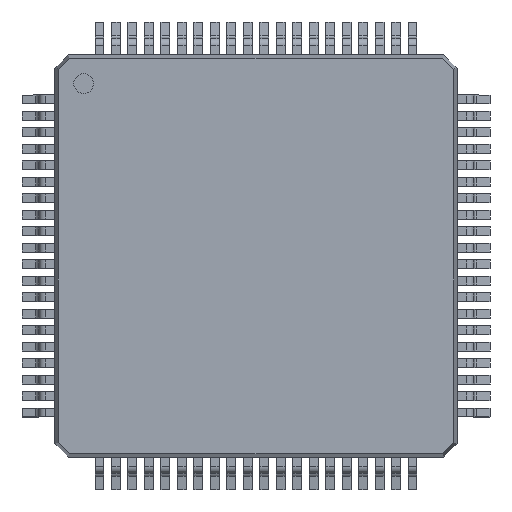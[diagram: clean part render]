
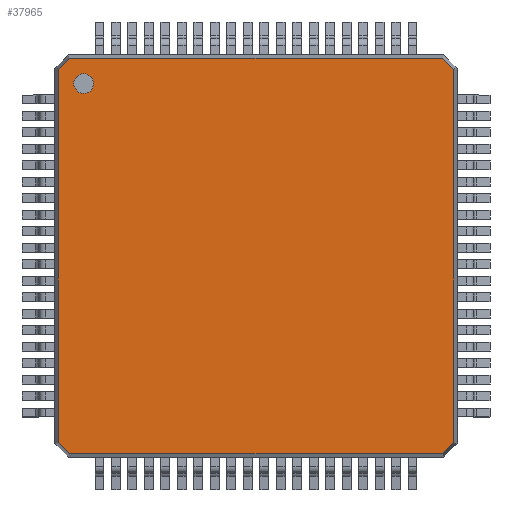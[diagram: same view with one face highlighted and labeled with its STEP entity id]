
A CAD part, top view. The second image highlights one B-rep face of the part: STEP entity #37965.
In plain terms, the highlighted planar face has unit normal (0, 0, 1).
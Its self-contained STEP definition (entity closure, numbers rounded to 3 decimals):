
#37430=CARTESIAN_POINT('',(-4.929,5.229,1.2));
#37431=VERTEX_POINT('',#37430);
#37440=CARTESIAN_POINT('',(-5.529,5.229,1.2));
#37441=VERTEX_POINT('',#37440);
#37442=CARTESIAN_POINT('',(-5.229,5.229,1.2));
#37443=DIRECTION('',(0.0,0.0,-1.0));
#37444=DIRECTION('',(1.0,0.0,0.0));
#37445=AXIS2_PLACEMENT_3D('',#37442,#37443,#37444);
#37446=CIRCLE('',#37445,0.3);
#37447=EDGE_CURVE('',#37441,#37431,#37446,.T.);
#37481=CARTESIAN_POINT('',(-5.229,5.229,1.2));
#37482=DIRECTION('',(0.0,0.0,-1.0));
#37483=DIRECTION('',(1.0,0.0,0.0));
#37484=AXIS2_PLACEMENT_3D('',#37481,#37482,#37483);
#37485=CIRCLE('',#37484,0.3);
#37486=EDGE_CURVE('',#37431,#37441,#37485,.T.);
#37873=CARTESIAN_POINT('',(-6.,-5.659,1.2));
#37874=VERTEX_POINT('',#37873);
#37882=CARTESIAN_POINT('',(-5.659,-6.,1.2));
#37883=VERTEX_POINT('',#37882);
#37890=CARTESIAN_POINT('',(-5.659,-6.0,1.2));
#37891=DIRECTION('',(-0.707,0.707,0.0));
#37892=VECTOR('',#37891,0.483);
#37893=LINE('',#37890,#37892);
#37894=EDGE_CURVE('',#37883,#37874,#37893,.T.);
#37899=CARTESIAN_POINT('',(0.,0.,1.2));
#37900=DIRECTION('',(0.0,0.0,1.0));
#37901=DIRECTION('',(1.0,0.0,0.0));
#37902=AXIS2_PLACEMENT_3D('',#37899,#37900,#37901);
#37903=PLANE('',#37902);
#37904=ORIENTED_EDGE('',*,*,#37894,.F.);
#37905=CARTESIAN_POINT('',(5.659,-6.0,1.2));
#37906=VERTEX_POINT('',#37905);
#37907=CARTESIAN_POINT('',(5.659,-6.0,1.2));
#37908=DIRECTION('',(-1.0,0.0,0.0));
#37909=VECTOR('',#37908,11.317);
#37910=LINE('',#37907,#37909);
#37911=EDGE_CURVE('',#37906,#37883,#37910,.T.);
#37912=ORIENTED_EDGE('',*,*,#37911,.F.);
#37913=CARTESIAN_POINT('',(6.,-5.659,1.2));
#37914=VERTEX_POINT('',#37913);
#37915=CARTESIAN_POINT('',(6.,-5.659,1.2));
#37916=DIRECTION('',(-0.707,-0.707,0.0));
#37917=VECTOR('',#37916,0.483);
#37918=LINE('',#37915,#37917);
#37919=EDGE_CURVE('',#37914,#37906,#37918,.T.);
#37920=ORIENTED_EDGE('',*,*,#37919,.F.);
#37921=CARTESIAN_POINT('',(6.,5.659,1.2));
#37922=VERTEX_POINT('',#37921);
#37923=CARTESIAN_POINT('',(6.,5.659,1.2));
#37924=DIRECTION('',(0.0,-1.0,0.0));
#37925=VECTOR('',#37924,11.317);
#37926=LINE('',#37923,#37925);
#37927=EDGE_CURVE('',#37922,#37914,#37926,.T.);
#37928=ORIENTED_EDGE('',*,*,#37927,.F.);
#37929=CARTESIAN_POINT('',(5.659,6.0,1.2));
#37930=VERTEX_POINT('',#37929);
#37931=CARTESIAN_POINT('',(5.659,6.0,1.2));
#37932=DIRECTION('',(0.707,-0.707,0.0));
#37933=VECTOR('',#37932,0.483);
#37934=LINE('',#37931,#37933);
#37935=EDGE_CURVE('',#37930,#37922,#37934,.T.);
#37936=ORIENTED_EDGE('',*,*,#37935,.F.);
#37937=CARTESIAN_POINT('',(-5.659,6.0,1.2));
#37938=VERTEX_POINT('',#37937);
#37939=CARTESIAN_POINT('',(-5.659,6.0,1.2));
#37940=DIRECTION('',(1.0,0.0,0.0));
#37941=VECTOR('',#37940,11.317);
#37942=LINE('',#37939,#37941);
#37943=EDGE_CURVE('',#37938,#37930,#37942,.T.);
#37944=ORIENTED_EDGE('',*,*,#37943,.F.);
#37945=CARTESIAN_POINT('',(-6.,5.659,1.2));
#37946=VERTEX_POINT('',#37945);
#37947=CARTESIAN_POINT('',(-6.,5.659,1.2));
#37948=DIRECTION('',(0.707,0.707,0.0));
#37949=VECTOR('',#37948,0.483);
#37950=LINE('',#37947,#37949);
#37951=EDGE_CURVE('',#37946,#37938,#37950,.T.);
#37952=ORIENTED_EDGE('',*,*,#37951,.F.);
#37953=CARTESIAN_POINT('',(-6.,-5.659,1.2));
#37954=DIRECTION('',(0.0,1.0,0.0));
#37955=VECTOR('',#37954,11.317);
#37956=LINE('',#37953,#37955);
#37957=EDGE_CURVE('',#37874,#37946,#37956,.T.);
#37958=ORIENTED_EDGE('',*,*,#37957,.F.);
#37959=EDGE_LOOP('',(#37904,#37912,#37920,#37928,#37936,#37944,#37952,#37958));
#37960=FACE_OUTER_BOUND('',#37959,.T.);
#37961=ORIENTED_EDGE('',*,*,#37486,.T.);
#37962=ORIENTED_EDGE('',*,*,#37447,.T.);
#37963=EDGE_LOOP('',(#37961,#37962));
#37964=FACE_BOUND('',#37963,.T.);
#37965=ADVANCED_FACE('',(#37960,#37964),#37903,.T.);
